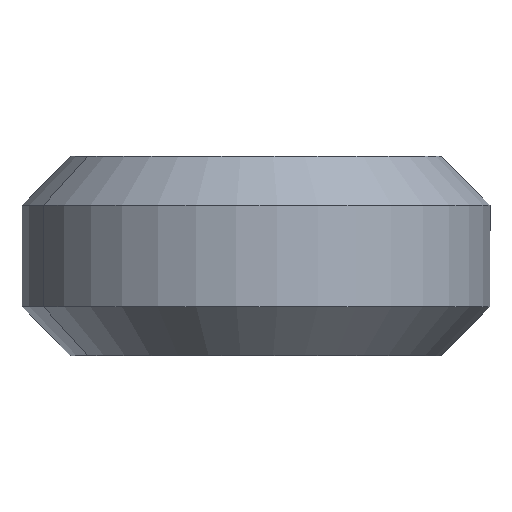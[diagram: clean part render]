
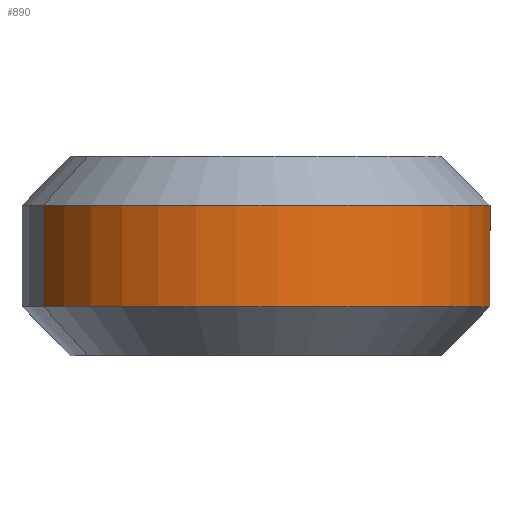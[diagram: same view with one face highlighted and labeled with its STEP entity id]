
A CAD part, front view. The second image highlights one B-rep face of the part: STEP entity #890.
In plain terms, the highlighted cylindrical face has radius 12 mm (diameter 24 mm), a partial arc.
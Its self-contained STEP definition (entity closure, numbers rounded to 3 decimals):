
#42 = CARTESIAN_POINT ( 'NONE',  ( 2.6, 0., 0. ) ) ;
#47 = DIRECTION ( 'NONE',  ( -1., 0., 0. ) ) ;
#55 = CARTESIAN_POINT ( 'NONE',  ( -2.6, 0., -12. ) ) ;
#74 = VERTEX_POINT ( 'NONE', #624 ) ;
#121 = VERTEX_POINT ( 'NONE', #336 ) ;
#175 = AXIS2_PLACEMENT_3D ( 'NONE', #977, #975, #667 ) ;
#182 = CARTESIAN_POINT ( 'NONE',  ( 2.6, 0., -12. ) ) ;
#190 = ORIENTED_EDGE ( 'NONE', *, *, #299, .T. ) ;
#258 = AXIS2_PLACEMENT_3D ( 'NONE', #282, #1072, #678 ) ;
#282 = CARTESIAN_POINT ( 'NONE',  ( 5.1, 0., 0. ) ) ;
#299 = EDGE_CURVE ( 'NONE', #74, #799, #966, .T. ) ;
#336 = CARTESIAN_POINT ( 'NONE',  ( 2.6, 0., 12. ) ) ;
#391 = VECTOR ( 'NONE', #47, 1000. ) ;
#417 = VECTOR ( 'NONE', #760, 1000. ) ;
#521 = FACE_OUTER_BOUND ( 'NONE', #747, .T. ) ;
#547 = DIRECTION ( 'NONE',  ( -1., 0., 0. ) ) ;
#556 = CARTESIAN_POINT ( 'NONE',  ( 5.1, 0., -12. ) ) ;
#559 = EDGE_CURVE ( 'NONE', #929, #121, #805, .T. ) ;
#594 = ORIENTED_EDGE ( 'NONE', *, *, #717, .T. ) ;
#624 = CARTESIAN_POINT ( 'NONE',  ( -2.6, 0., 12. ) ) ;
#667 = DIRECTION ( 'NONE',  ( 0., 0., -1. ) ) ;
#678 = DIRECTION ( 'NONE',  ( 0., 0., 1. ) ) ;
#711 = LINE ( 'NONE', #772, #391 ) ;
#717 = EDGE_CURVE ( 'NONE', #121, #74, #711, .T. ) ;
#747 = EDGE_LOOP ( 'NONE', ( #1243, #1232, #594, #190 ) ) ;
#760 = DIRECTION ( 'NONE',  ( -1., 0., 0. ) ) ;
#772 = CARTESIAN_POINT ( 'NONE',  ( 5.1, 0., 12. ) ) ;
#799 = VERTEX_POINT ( 'NONE', #55 ) ;
#805 = CIRCLE ( 'NONE', #1017, 12. ) ;
#890 = ADVANCED_FACE ( 'NONE', ( #521 ), #1246, .T. ) ;
#923 = DIRECTION ( 'NONE',  ( 0., 0., -1. ) ) ;
#929 = VERTEX_POINT ( 'NONE', #182 ) ;
#966 = CIRCLE ( 'NONE', #175, 12. ) ;
#975 = DIRECTION ( 'NONE',  ( 1., 0., 0. ) ) ;
#977 = CARTESIAN_POINT ( 'NONE',  ( -2.6, 0., 0. ) ) ;
#1017 = AXIS2_PLACEMENT_3D ( 'NONE', #42, #547, #923 ) ;
#1072 = DIRECTION ( 'NONE',  ( -1., 0., 0. ) ) ;
#1139 = LINE ( 'NONE', #556, #417 ) ;
#1220 = EDGE_CURVE ( 'NONE', #929, #799, #1139, .T. ) ;
#1232 = ORIENTED_EDGE ( 'NONE', *, *, #559, .T. ) ;
#1243 = ORIENTED_EDGE ( 'NONE', *, *, #1220, .F. ) ;
#1246 = CYLINDRICAL_SURFACE ( 'NONE', #258, 12. ) ;
